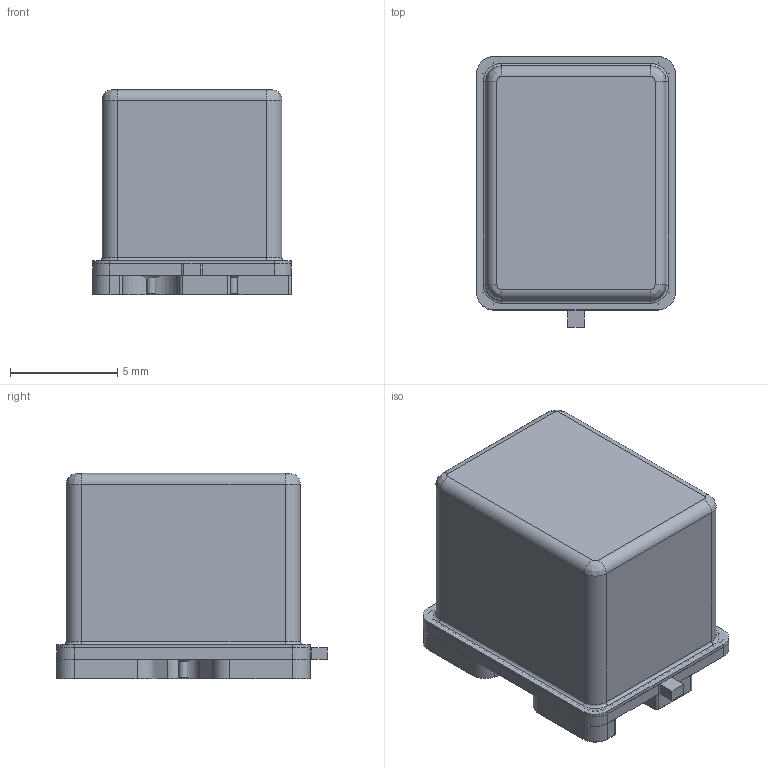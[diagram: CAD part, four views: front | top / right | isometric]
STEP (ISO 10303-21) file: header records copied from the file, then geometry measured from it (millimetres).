
FILE_DESCRIPTION(/* description */ (''),/* implementation_level */ '2;1');
FILE_NAME(/* name */ '121-106-886_B.stp',/* time_stamp */ '2017-01-17T14:45:24-08:00',/* author */ (''),/* organization */ (''),/* preprocessor_version */ 'ST-DEVELOPER v11',/* originating_system */ 'UGS - NX 5.0',/* authorisation */ '');
FILE_SCHEMA (('AP203_CONFIGURATION_CONTROLLED_3D_DESIGN_OF_MECHANICAL_PARTS_AND_ASSEMBLIES_MIM_LF'));
Length unit declared in the file: inch
Products named in the file (10): 110-100-114-1_B; 110-155-16-1_N_C; 110-155-16-2_N_C; 110-110-71_N_C5101; 110-172-40_N_C; 121-103-170_B; 121-105-223_A; 121-107-214_N_C; 121-106-879_B; 121_106_886_B_stp
Assembly tree (13 placements, depth 6):
  121_106_886_B_stp
    121-106-879_B
      110-110-71_N_C5101
      121-107-214_N_C
        121-105-223_A
          121-103-170_B
            110-155-16-2_N_C  x3
            110-155-16-1_N_C  x3
            110-100-114-1_B
    110-172-40_N_C
Bounding box: 9.28 x 12.63 x 9.56 mm (x, y, z)
Volume: 307.6 mm3; surface area: 1540.6 mm2
Topology: 16 solids, 16 shells, 248 faces, 600 edges, 384 vertices
Faces by surface type: cylinder 108, plane 104, torus 17, bspline 11, cone 8
Full cylindrical faces by diameter (mm): 0.432 x12, 1.194 x2, 1.422 x6, 2.54 x6
Entity records: 8118 total; most frequent: CARTESIAN_POINT 1283, DIRECTION 1244, ORIENTED_EDGE 1072, EDGE_CURVE 536, AXIS2_PLACEMENT_3D 471, VERTEX_POINT 354, LINE 302, VECTOR 302
